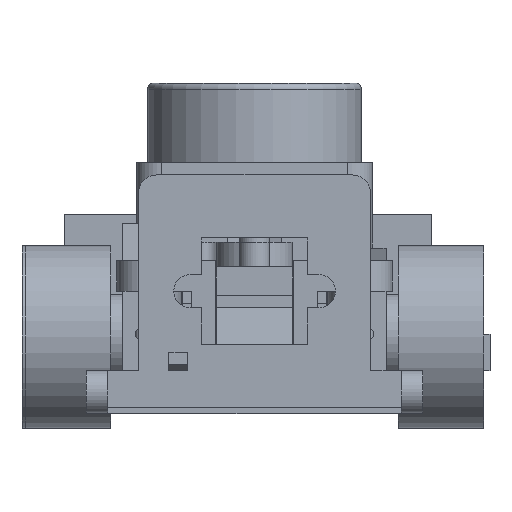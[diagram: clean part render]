
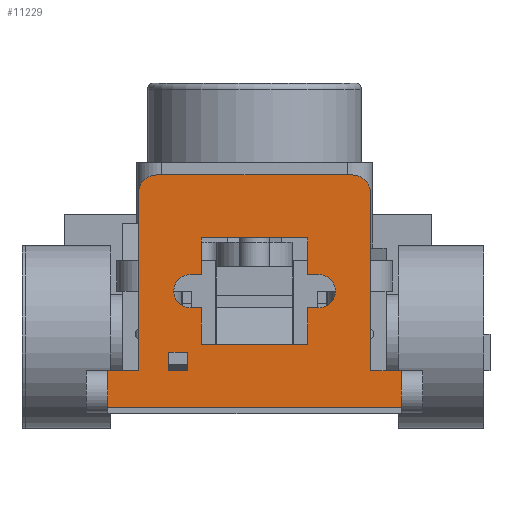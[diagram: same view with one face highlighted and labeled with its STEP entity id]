
A CAD part, left-side view. The second image highlights one B-rep face of the part: STEP entity #11229.
In plain terms, the highlighted planar face has unit normal (-1, 0, 0).
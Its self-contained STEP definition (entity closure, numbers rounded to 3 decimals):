
#489=FACE_BOUND('',#2144,.T.);
#490=FACE_BOUND('',#2145,.T.);
#845=PLANE('',#12379);
#1416=FACE_OUTER_BOUND('',#2143,.T.);
#2143=EDGE_LOOP('',(#9740,#9741,#9742,#9743,#9744,#9745,#9746,#9747,#9748,
#9749));
#2144=EDGE_LOOP('',(#9750,#9751,#9752,#9753));
#2145=EDGE_LOOP('',(#9754,#9755,#9756,#9757,#9758,#9759,#9760,#9761,#9762,
#9763,#9764,#9765));
#3157=LINE('',#19160,#4305);
#3158=LINE('',#19167,#4306);
#3159=LINE('',#19169,#4307);
#3160=LINE('',#19171,#4308);
#3161=LINE('',#19173,#4309);
#3162=LINE('',#19175,#4310);
#3163=LINE('',#19177,#4311);
#3164=LINE('',#19178,#4312);
#3165=LINE('',#19181,#4313);
#3166=LINE('',#19183,#4314);
#3167=LINE('',#19185,#4315);
#3168=LINE('',#19186,#4316);
#3169=LINE('',#19191,#4317);
#3170=LINE('',#19193,#4318);
#3171=LINE('',#19195,#4319);
#3172=LINE('',#19197,#4320);
#3173=LINE('',#19199,#4321);
#3174=LINE('',#19203,#4322);
#3175=LINE('',#19205,#4323);
#3176=LINE('',#19207,#4324);
#3177=LINE('',#19209,#4325);
#3178=LINE('',#19210,#4326);
#4305=VECTOR('',#14887,10.);
#4306=VECTOR('',#14894,10.);
#4307=VECTOR('',#14895,10.);
#4308=VECTOR('',#14896,10.);
#4309=VECTOR('',#14897,10.);
#4310=VECTOR('',#14898,10.);
#4311=VECTOR('',#14899,10.);
#4312=VECTOR('',#14900,10.);
#4313=VECTOR('',#14901,10.);
#4314=VECTOR('',#14902,10.);
#4315=VECTOR('',#14903,10.);
#4316=VECTOR('',#14904,10.);
#4317=VECTOR('',#14907,10.);
#4318=VECTOR('',#14908,10.);
#4319=VECTOR('',#14909,10.);
#4320=VECTOR('',#14910,10.);
#4321=VECTOR('',#14911,10.);
#4322=VECTOR('',#14914,10.);
#4323=VECTOR('',#14915,10.);
#4324=VECTOR('',#14916,10.);
#4325=VECTOR('',#14917,10.);
#4326=VECTOR('',#14918,10.);
#4901=CIRCLE('',#12380,3.);
#4902=CIRCLE('',#12381,3.);
#4903=CIRCLE('',#12382,2.7);
#4904=CIRCLE('',#12383,2.7);
#5714=VERTEX_POINT('',#19153);
#5717=VERTEX_POINT('',#19158);
#5718=VERTEX_POINT('',#19162);
#5719=VERTEX_POINT('',#19164);
#5720=VERTEX_POINT('',#19166);
#5721=VERTEX_POINT('',#19168);
#5722=VERTEX_POINT('',#19170);
#5723=VERTEX_POINT('',#19172);
#5724=VERTEX_POINT('',#19174);
#5725=VERTEX_POINT('',#19176);
#5726=VERTEX_POINT('',#19179);
#5727=VERTEX_POINT('',#19180);
#5728=VERTEX_POINT('',#19182);
#5729=VERTEX_POINT('',#19184);
#5730=VERTEX_POINT('',#19187);
#5731=VERTEX_POINT('',#19188);
#5732=VERTEX_POINT('',#19190);
#5733=VERTEX_POINT('',#19192);
#5734=VERTEX_POINT('',#19194);
#5735=VERTEX_POINT('',#19196);
#5736=VERTEX_POINT('',#19198);
#5737=VERTEX_POINT('',#19200);
#5738=VERTEX_POINT('',#19202);
#5739=VERTEX_POINT('',#19204);
#5740=VERTEX_POINT('',#19206);
#5741=VERTEX_POINT('',#19208);
#7104=EDGE_CURVE('',#5714,#5717,#3157,.T.);
#7105=EDGE_CURVE('',#5718,#5714,#4901,.T.);
#7106=EDGE_CURVE('',#5717,#5719,#4902,.T.);
#7107=EDGE_CURVE('',#5719,#5720,#3158,.T.);
#7108=EDGE_CURVE('',#5720,#5721,#3159,.T.);
#7109=EDGE_CURVE('',#5722,#5721,#3160,.T.);
#7110=EDGE_CURVE('',#5723,#5722,#3161,.T.);
#7111=EDGE_CURVE('',#5724,#5723,#3162,.T.);
#7112=EDGE_CURVE('',#5725,#5724,#3163,.T.);
#7113=EDGE_CURVE('',#5725,#5718,#3164,.T.);
#7114=EDGE_CURVE('',#5726,#5727,#3165,.T.);
#7115=EDGE_CURVE('',#5727,#5728,#3166,.T.);
#7116=EDGE_CURVE('',#5728,#5729,#3167,.T.);
#7117=EDGE_CURVE('',#5729,#5726,#3168,.T.);
#7118=EDGE_CURVE('',#5730,#5731,#4903,.T.);
#7119=EDGE_CURVE('',#5731,#5732,#3169,.T.);
#7120=EDGE_CURVE('',#5732,#5733,#3170,.T.);
#7121=EDGE_CURVE('',#5733,#5734,#3171,.T.);
#7122=EDGE_CURVE('',#5734,#5735,#3172,.T.);
#7123=EDGE_CURVE('',#5735,#5736,#3173,.T.);
#7124=EDGE_CURVE('',#5736,#5737,#4904,.T.);
#7125=EDGE_CURVE('',#5737,#5738,#3174,.T.);
#7126=EDGE_CURVE('',#5738,#5739,#3175,.T.);
#7127=EDGE_CURVE('',#5739,#5740,#3176,.T.);
#7128=EDGE_CURVE('',#5740,#5741,#3177,.T.);
#7129=EDGE_CURVE('',#5741,#5730,#3178,.T.);
#9740=ORIENTED_EDGE('',*,*,#7105,.T.);
#9741=ORIENTED_EDGE('',*,*,#7104,.T.);
#9742=ORIENTED_EDGE('',*,*,#7106,.T.);
#9743=ORIENTED_EDGE('',*,*,#7107,.T.);
#9744=ORIENTED_EDGE('',*,*,#7108,.T.);
#9745=ORIENTED_EDGE('',*,*,#7109,.F.);
#9746=ORIENTED_EDGE('',*,*,#7110,.F.);
#9747=ORIENTED_EDGE('',*,*,#7111,.F.);
#9748=ORIENTED_EDGE('',*,*,#7112,.F.);
#9749=ORIENTED_EDGE('',*,*,#7113,.T.);
#9750=ORIENTED_EDGE('',*,*,#7114,.T.);
#9751=ORIENTED_EDGE('',*,*,#7115,.T.);
#9752=ORIENTED_EDGE('',*,*,#7116,.T.);
#9753=ORIENTED_EDGE('',*,*,#7117,.T.);
#9754=ORIENTED_EDGE('',*,*,#7118,.T.);
#9755=ORIENTED_EDGE('',*,*,#7119,.T.);
#9756=ORIENTED_EDGE('',*,*,#7120,.T.);
#9757=ORIENTED_EDGE('',*,*,#7121,.T.);
#9758=ORIENTED_EDGE('',*,*,#7122,.T.);
#9759=ORIENTED_EDGE('',*,*,#7123,.T.);
#9760=ORIENTED_EDGE('',*,*,#7124,.T.);
#9761=ORIENTED_EDGE('',*,*,#7125,.T.);
#9762=ORIENTED_EDGE('',*,*,#7126,.T.);
#9763=ORIENTED_EDGE('',*,*,#7127,.T.);
#9764=ORIENTED_EDGE('',*,*,#7128,.T.);
#9765=ORIENTED_EDGE('',*,*,#7129,.T.);
#11229=ADVANCED_FACE('',(#1416,#489,#490),#845,.T.);
#12379=AXIS2_PLACEMENT_3D('',#19161,#14888,#14889);
#12380=AXIS2_PLACEMENT_3D('',#19163,#14890,#14891);
#12381=AXIS2_PLACEMENT_3D('',#19165,#14892,#14893);
#12382=AXIS2_PLACEMENT_3D('',#19189,#14905,#14906);
#12383=AXIS2_PLACEMENT_3D('',#19201,#14912,#14913);
#14887=DIRECTION('',(0.,1.,0.));
#14888=DIRECTION('center_axis',(-1.,0.,0.));
#14889=DIRECTION('ref_axis',(0.,0.,1.));
#14890=DIRECTION('center_axis',(-1.,0.,0.));
#14891=DIRECTION('ref_axis',(0.,1.,0.));
#14892=DIRECTION('center_axis',(-1.,0.,0.));
#14893=DIRECTION('ref_axis',(0.,1.,0.));
#14894=DIRECTION('',(0.,0.,-1.));
#14895=DIRECTION('',(0.,1.,0.));
#14896=DIRECTION('',(0.,0.,1.));
#14897=DIRECTION('',(0.,1.,0.));
#14898=DIRECTION('',(0.,0.,-1.));
#14899=DIRECTION('',(0.,-1.,0.));
#14900=DIRECTION('',(0.,0.,1.));
#14901=DIRECTION('',(0.,1.,0.));
#14902=DIRECTION('',(0.,0.,1.));
#14903=DIRECTION('',(0.,-1.,0.));
#14904=DIRECTION('',(0.,0.,-1.));
#14905=DIRECTION('center_axis',(1.,0.,0.));
#14906=DIRECTION('ref_axis',(0.,0.,-1.));
#14907=DIRECTION('',(0.,1.,0.));
#14908=DIRECTION('',(0.,0.,-1.));
#14909=DIRECTION('',(0.,1.,0.));
#14910=DIRECTION('',(0.,0.,1.));
#14911=DIRECTION('',(0.,1.,0.));
#14912=DIRECTION('center_axis',(1.,0.,0.));
#14913=DIRECTION('ref_axis',(0.,0.,1.));
#14914=DIRECTION('',(0.,-1.,0.));
#14915=DIRECTION('',(0.,0.,1.));
#14916=DIRECTION('',(0.,-1.,0.));
#14917=DIRECTION('',(0.,0.,-1.));
#14918=DIRECTION('',(0.,-1.,0.));
#19153=CARTESIAN_POINT('',(-76.,-35.,38.));
#19158=CARTESIAN_POINT('',(-76.,-3.,38.));
#19160=CARTESIAN_POINT('',(-76.,-38.,38.));
#19161=CARTESIAN_POINT('Origin',(-76.,-19.,19.));
#19162=CARTESIAN_POINT('',(-76.,-38.,35.));
#19163=CARTESIAN_POINT('Origin',(-76.,-35.,35.));
#19164=CARTESIAN_POINT('',(-76.,0.,35.));
#19165=CARTESIAN_POINT('Origin',(-76.,-3.,35.));
#19166=CARTESIAN_POINT('',(-76.,0.,6.));
#19167=CARTESIAN_POINT('',(-76.,0.,38.));
#19168=CARTESIAN_POINT('',(-76.,5.,6.));
#19169=CARTESIAN_POINT('',(-76.,0.,6.));
#19170=CARTESIAN_POINT('',(-76.,5.,0.));
#19171=CARTESIAN_POINT('',(-76.,5.,2.5));
#19172=CARTESIAN_POINT('',(-76.,-43.,0.));
#19173=CARTESIAN_POINT('',(-76.,0.,0.));
#19174=CARTESIAN_POINT('',(-76.,-43.,6.));
#19175=CARTESIAN_POINT('',(-76.,-43.,0.));
#19176=CARTESIAN_POINT('',(-76.,-38.,6.));
#19177=CARTESIAN_POINT('',(-76.,-38.,6.));
#19178=CARTESIAN_POINT('',(-76.,-38.,0.));
#19179=CARTESIAN_POINT('',(-76.,-8.,6.));
#19180=CARTESIAN_POINT('',(-76.,-5.,6.));
#19181=CARTESIAN_POINT('',(-76.,-13.5,6.));
#19182=CARTESIAN_POINT('',(-76.,-5.,9.));
#19183=CARTESIAN_POINT('',(-76.,-5.,12.5));
#19184=CARTESIAN_POINT('',(-76.,-8.,9.));
#19185=CARTESIAN_POINT('',(-76.,-12.,9.));
#19186=CARTESIAN_POINT('',(-76.,-8.,14.));
#19187=CARTESIAN_POINT('',(-76.,-29.5,21.7));
#19188=CARTESIAN_POINT('',(-76.,-29.5,16.3));
#19189=CARTESIAN_POINT('Origin',(-76.,-29.5,19.));
#19190=CARTESIAN_POINT('',(-76.,-27.7,16.3));
#19191=CARTESIAN_POINT('',(-76.,-24.25,16.3));
#19192=CARTESIAN_POINT('',(-76.,-27.7,10.3));
#19193=CARTESIAN_POINT('',(-76.,-27.7,17.75));
#19194=CARTESIAN_POINT('',(-76.,-10.3,10.3));
#19195=CARTESIAN_POINT('',(-76.,-23.25,10.3));
#19196=CARTESIAN_POINT('',(-76.,-10.3,16.3));
#19197=CARTESIAN_POINT('',(-76.,-10.3,14.75));
#19198=CARTESIAN_POINT('',(-76.,-8.5,16.3));
#19199=CARTESIAN_POINT('',(-76.,-14.75,16.3));
#19200=CARTESIAN_POINT('',(-76.,-8.5,21.7));
#19201=CARTESIAN_POINT('Origin',(-76.,-8.5,19.));
#19202=CARTESIAN_POINT('',(-76.,-10.3,21.7));
#19203=CARTESIAN_POINT('',(-76.,-13.75,21.7));
#19204=CARTESIAN_POINT('',(-76.,-10.3,27.7));
#19205=CARTESIAN_POINT('',(-76.,-10.3,20.25));
#19206=CARTESIAN_POINT('',(-76.,-27.7,27.7));
#19207=CARTESIAN_POINT('',(-76.,-14.75,27.7));
#19208=CARTESIAN_POINT('',(-76.,-27.7,21.7));
#19209=CARTESIAN_POINT('',(-76.,-27.7,23.25));
#19210=CARTESIAN_POINT('',(-76.,-23.25,21.7));
